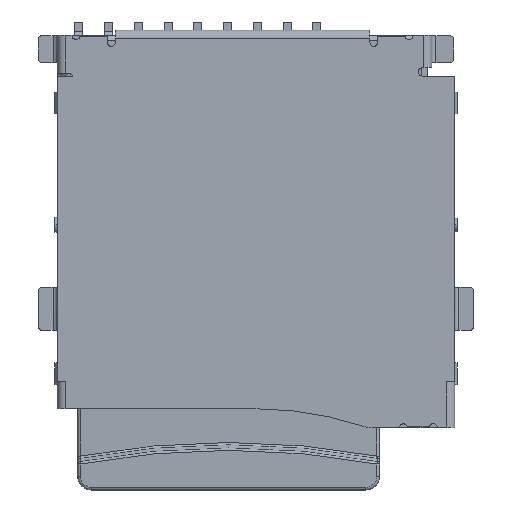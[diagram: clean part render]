
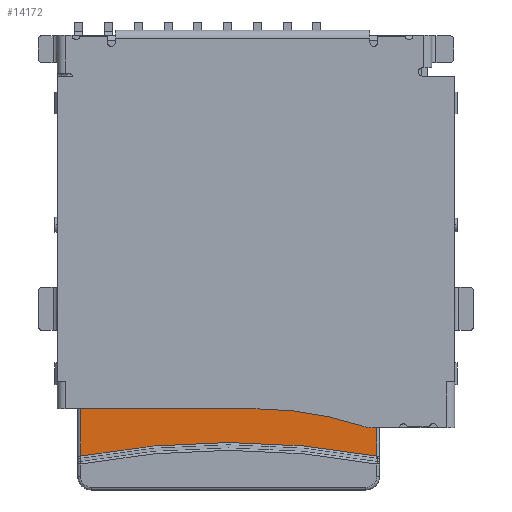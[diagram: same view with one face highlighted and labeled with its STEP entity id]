
A CAD part, top view. The second image highlights one B-rep face of the part: STEP entity #14172.
In plain terms, the highlighted planar face has unit normal (0, 0, 1).
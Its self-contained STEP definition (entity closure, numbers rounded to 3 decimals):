
#3126=DIRECTION('',(-1.,0.,0.));
#3127=VECTOR('',#3126,10.95);
#3128=CARTESIAN_POINT('',(4.465,1.7,1.5));
#3129=LINE('',#3128,#3127);
#3162=DIRECTION('',(0.,-1.,0.));
#3163=VECTOR('',#3162,2.746);
#3164=CARTESIAN_POINT('',(-6.485,1.7,1.5));
#3165=LINE('',#3164,#3163);
#3175=CARTESIAN_POINT('',(-1.01,-30.777,
1.5));
#3176=DIRECTION('',(0.,0.,1.));
#3177=DIRECTION('',(0.181,0.983,0.));
#3178=AXIS2_PLACEMENT_3D('',#3175,#3176,#3177);
#3189=DIRECTION('',(0.,1.,0.));
#3190=VECTOR('',#3189,2.746);
#3191=CARTESIAN_POINT('',(4.465,-1.046,1.5));
#3192=LINE('',#3191,#3190);
#8687=CARTESIAN_POINT('',(4.465,1.7,1.5));
#8688=VERTEX_POINT('',#8687);
#8689=CARTESIAN_POINT('',(-6.485,1.7,1.5));
#8690=VERTEX_POINT('',#8689);
#8702=CARTESIAN_POINT('',(-6.485,-1.046,
1.5));
#8703=VERTEX_POINT('',#8702);
#8704=CARTESIAN_POINT('',(4.465,-1.046,1.5));
#8705=VERTEX_POINT('',#8704);
#14159=CARTESIAN_POINT('',(0.,5.,1.5));
#14160=DIRECTION('',(0.,0.,1.));
#14161=DIRECTION('',(1.,0.,0.));
#14162=AXIS2_PLACEMENT_3D('',#14159,#14160,#14161);
#14163=PLANE('',#14162);
#14165=ORIENTED_EDGE('',*,*,#14164,.F.);
#14167=ORIENTED_EDGE('',*,*,#14166,.T.);
#14168=ORIENTED_EDGE('',*,*,#14143,.F.);
#14169=ORIENTED_EDGE('',*,*,#14072,.F.);
#14170=EDGE_LOOP('',(#14165,#14167,#14168,#14169));
#14171=FACE_OUTER_BOUND('',#14170,.F.);
#14172=ADVANCED_FACE('',(#14171),#14163,.T.);
#3179=CIRCLE('',#3178,30.231);
#14072=EDGE_CURVE('',#8688,#8690,#3129,.T.);
#14143=EDGE_CURVE('',#8690,#8703,#3165,.T.);
#14164=EDGE_CURVE('',#8705,#8688,#3192,.T.);
#14166=EDGE_CURVE('',#8705,#8703,#3179,.T.);
